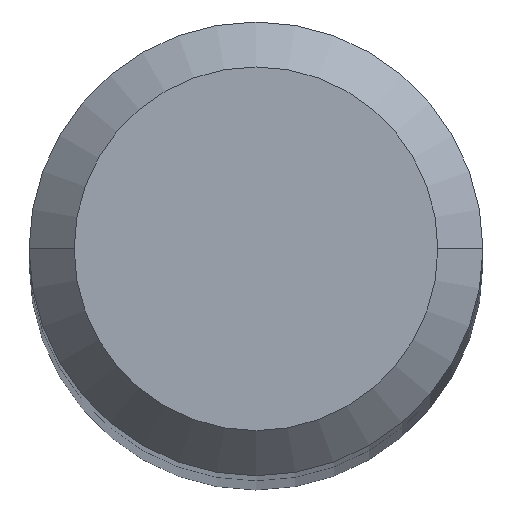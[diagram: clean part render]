
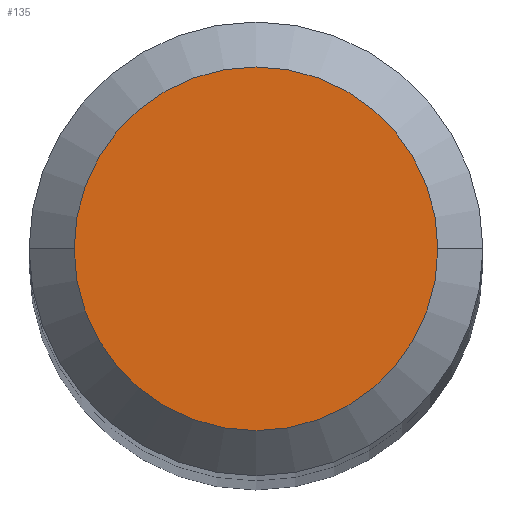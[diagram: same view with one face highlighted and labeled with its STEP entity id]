
A CAD part, top view. The second image highlights one B-rep face of the part: STEP entity #135.
In plain terms, the highlighted planar face has unit normal (0, 0, 1).
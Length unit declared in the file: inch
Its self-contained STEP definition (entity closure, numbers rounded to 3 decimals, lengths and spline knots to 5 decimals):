
#4 = CIRCLE ( 'NONE', #220, 0.12625 ) ;
#12 = CARTESIAN_POINT ( 'NONE',  ( 0., 0., 0. ) ) ;
#13 = DIRECTION ( 'NONE',  ( -1., 0., 0. ) ) ;
#17 = ORIENTED_EDGE ( 'NONE', *, *, #252, .T. ) ;
#22 = EDGE_LOOP ( 'NONE', ( #24, #17 ) ) ;
#24 = ORIENTED_EDGE ( 'NONE', *, *, #149, .T. ) ;
#43 = CARTESIAN_POINT ( 'NONE',  ( 0., 0., 0. ) ) ;
#74 = DIRECTION ( 'NONE',  ( 0., 0., -1. ) ) ;
#78 = CARTESIAN_POINT ( 'NONE',  ( 0., 0., 0. ) ) ;
#104 = DIRECTION ( 'NONE',  ( 0., 0., 1. ) ) ;
#135 = ADVANCED_FACE ( 'NONE', ( #288 ), #200, .F. ) ;
#149 = EDGE_CURVE ( 'NONE', #266, #364, #4, .T. ) ;
#153 = CARTESIAN_POINT ( 'NONE',  ( 0.12625, 0., 0. ) ) ;
#174 = DIRECTION ( 'NONE',  ( 0., 0., 1. ) ) ;
#182 = CARTESIAN_POINT ( 'NONE',  ( -0.12625, 0., 0. ) ) ;
#200 = PLANE ( 'NONE',  #300 ) ;
#220 = AXIS2_PLACEMENT_3D ( 'NONE', #43, #104, #264 ) ;
#231 = DIRECTION ( 'NONE',  ( 1., 0., 0. ) ) ;
#252 = EDGE_CURVE ( 'NONE', #364, #266, #292, .T. ) ;
#264 = DIRECTION ( 'NONE',  ( 1., 0., 0. ) ) ;
#266 = VERTEX_POINT ( 'NONE', #182 ) ;
#288 = FACE_OUTER_BOUND ( 'NONE', #22, .T. ) ;
#292 = CIRCLE ( 'NONE', #349, 0.12625 ) ;
#300 = AXIS2_PLACEMENT_3D ( 'NONE', #12, #74, #13 ) ;
#349 = AXIS2_PLACEMENT_3D ( 'NONE', #78, #174, #231 ) ;
#364 = VERTEX_POINT ( 'NONE', #153 ) ;
